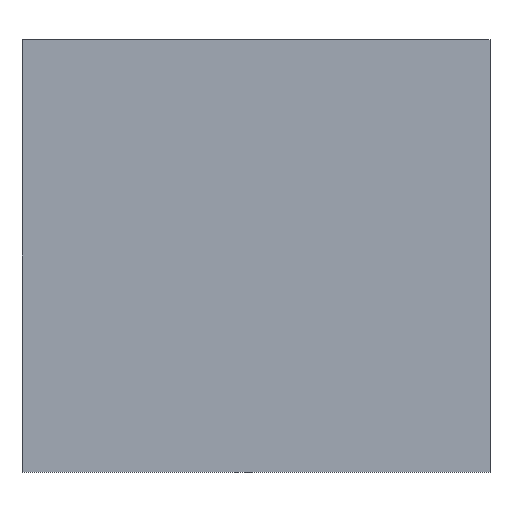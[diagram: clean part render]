
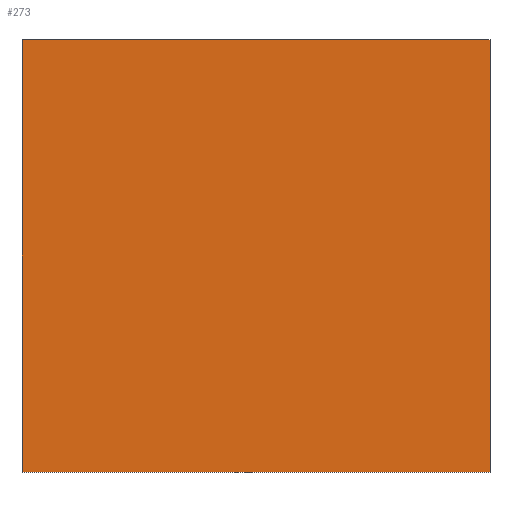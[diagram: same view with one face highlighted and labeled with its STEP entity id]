
A CAD part, front view. The second image highlights one B-rep face of the part: STEP entity #273.
In plain terms, the highlighted planar face has unit normal (0, -1, 0).
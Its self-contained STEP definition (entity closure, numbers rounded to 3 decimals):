
#273=ADVANCED_FACE('',(#1673),#1675,.T.);
#1673=FACE_BOUND('',#1674,.T.);
#1674=EDGE_LOOP('',(#12489,#12490,#12491,#12492));
#1675=PLANE('',#1676);
#1676=AXIS2_PLACEMENT_3D('',#1677,#1678,#1679);
#1677=CARTESIAN_POINT('',(-47.297,-48.865,-70.));
#1678=DIRECTION('',(0.,-1.,0.));
#1679=DIRECTION('',(1.,0.,0.));
#12489=ORIENTED_EDGE('',*,*,#13193,.F.);
#12490=ORIENTED_EDGE('',*,*,#13282,.F.);
#12491=ORIENTED_EDGE('',*,*,#13283,.T.);
#12492=ORIENTED_EDGE('',*,*,#13284,.T.);
#13193=EDGE_CURVE('',#13651,#13652,#13653,.T.);
#13282=EDGE_CURVE('',#13812,#13651,#13813,.T.);
#13283=EDGE_CURVE('',#13812,#13814,#13815,.T.);
#13284=EDGE_CURVE('',#13814,#13652,#13816,.T.);
#13651=VERTEX_POINT('',#14451);
#13652=VERTEX_POINT('',#14452);
#13653=LINE('',#14453,#14454);
#13812=VERTEX_POINT('',#15182);
#13813=LINE('',#15183,#15184);
#13814=VERTEX_POINT('',#15186);
#13815=LINE('',#15187,#15188);
#13816=LINE('',#15190,#15191);
#14451=CARTESIAN_POINT('',(-47.297,-48.865,22.497));
#14452=CARTESIAN_POINT('',(52.703,-48.865,22.497));
#14453=CARTESIAN_POINT('',(-47.297,-48.865,22.497));
#14454=VECTOR('',#14455,1.);
#14455=DIRECTION('',(1.,0.,0.));
#15182=CARTESIAN_POINT('',(-47.297,-48.865,-70.));
#15183=CARTESIAN_POINT('',(-47.297,-48.865,-70.));
#15184=VECTOR('',#15185,1.);
#15185=DIRECTION('',(0.,0.,1.));
#15186=CARTESIAN_POINT('',(52.703,-48.865,-70.));
#15187=CARTESIAN_POINT('',(-47.297,-48.865,-70.));
#15188=VECTOR('',#15189,1.);
#15189=DIRECTION('',(1.,0.,0.));
#15190=CARTESIAN_POINT('',(52.703,-48.865,-70.));
#15191=VECTOR('',#15192,1.);
#15192=DIRECTION('',(0.,0.,1.));
